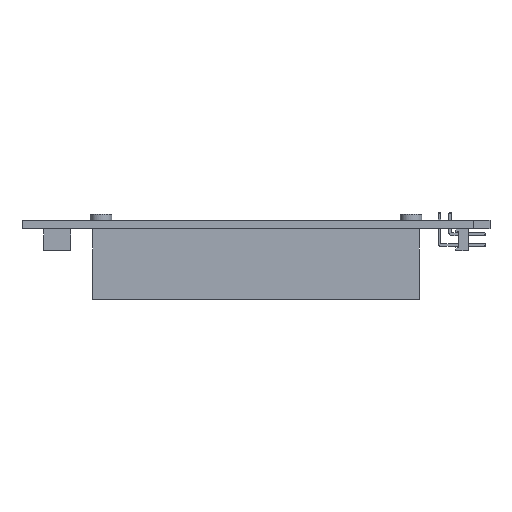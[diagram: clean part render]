
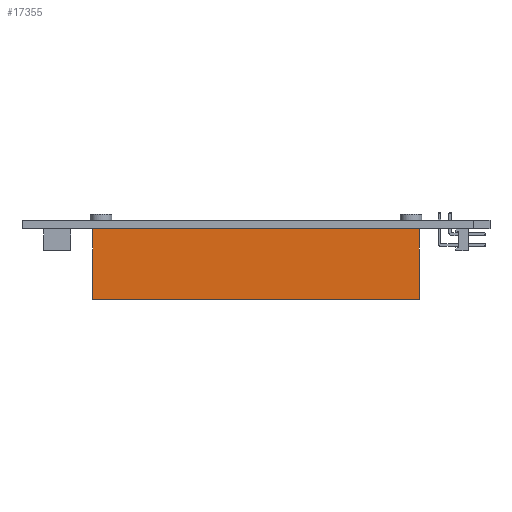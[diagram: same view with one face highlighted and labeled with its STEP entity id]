
A CAD part, front view. The second image highlights one B-rep face of the part: STEP entity #17355.
In plain terms, the highlighted face is planar.
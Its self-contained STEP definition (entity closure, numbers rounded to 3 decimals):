
#2520=FACE_OUTER_BOUND('',#3819,.T.);
#3819=EDGE_LOOP('',(#15670,#15671,#15672,#15673));
#5517=LINE('',#29014,#7238);
#5521=LINE('',#29030,#7242);
#5524=LINE('',#29036,#7245);
#5527=LINE('',#29049,#7248);
#7238=VECTOR('',#24153,60.);
#7242=VECTOR('',#24167,13.);
#7245=VECTOR('',#24172,60.);
#7248=VECTOR('',#24185,13.);
#8651=VERTEX_POINT('',#29012);
#8652=VERTEX_POINT('',#29013);
#8659=VERTEX_POINT('',#29029);
#8661=VERTEX_POINT('',#29035);
#10988=EDGE_CURVE('',#8651,#8652,#5517,.T.);
#10996=EDGE_CURVE('',#8652,#8659,#5521,.T.);
#10999=EDGE_CURVE('',#8659,#8661,#5524,.T.);
#11006=EDGE_CURVE('',#8661,#8651,#5527,.T.);
#15670=ORIENTED_EDGE('',*,*,#10988,.F.);
#15671=ORIENTED_EDGE('',*,*,#11006,.F.);
#15672=ORIENTED_EDGE('',*,*,#10999,.F.);
#15673=ORIENTED_EDGE('',*,*,#10996,.F.);
#16296=PLANE('',#19107);
#17355=ADVANCED_FACE('',(#2520),#16296,.F.);
#19107=AXIS2_PLACEMENT_3D('',#29052,#24189,#24190);
#24153=DIRECTION('',(0.,1.,0.));
#24167=DIRECTION('',(-1.,0.,0.));
#24172=DIRECTION('',(0.,-1.,0.));
#24185=DIRECTION('',(1.,0.,0.));
#24189=DIRECTION('center_axis',(0.,0.,1.));
#24190=DIRECTION('ref_axis',(1.,0.,0.));
#29012=CARTESIAN_POINT('',(6.5,-30.,0.));
#29013=CARTESIAN_POINT('',(6.5,30.,0.));
#29014=CARTESIAN_POINT('',(6.5,-30.,0.));
#29029=CARTESIAN_POINT('',(-6.5,30.,0.));
#29030=CARTESIAN_POINT('',(6.5,30.,0.));
#29035=CARTESIAN_POINT('',(-6.5,-30.,0.));
#29036=CARTESIAN_POINT('',(-6.5,30.,0.));
#29049=CARTESIAN_POINT('',(-6.5,-30.,0.));
#29052=CARTESIAN_POINT('Origin',(0.,0.,0.));
